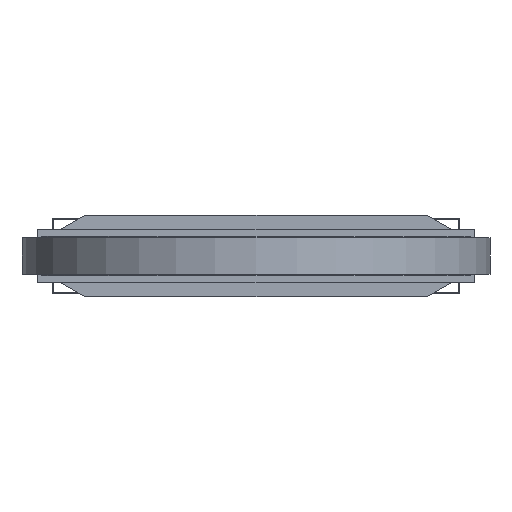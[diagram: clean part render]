
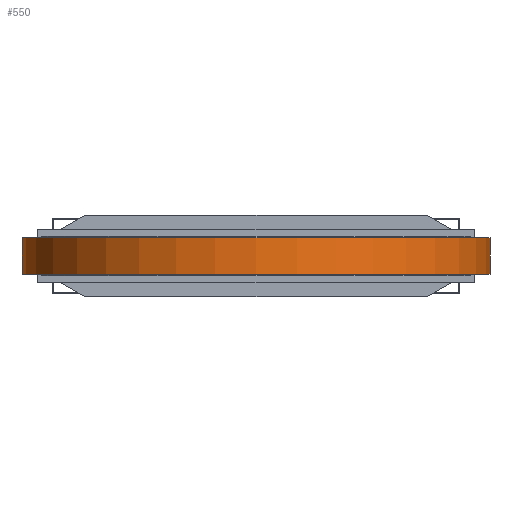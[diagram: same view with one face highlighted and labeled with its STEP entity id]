
A CAD part, front view. The second image highlights one B-rep face of the part: STEP entity #550.
In plain terms, the highlighted cylindrical face has radius 837.5 mm (diameter 1675 mm), a partial arc.
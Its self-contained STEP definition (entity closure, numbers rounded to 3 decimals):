
#550 = ADVANCED_FACE ( 'NONE', ( #13442 ), #21723, .T. ) ;
#1337 = CARTESIAN_POINT ( 'NONE',  ( 837.5, 0., -66. ) ) ;
#3366 = EDGE_CURVE ( 'NONE', #40421, #19652, #21507, .T. ) ;
#5563 = EDGE_CURVE ( 'NONE', #15087, #16496, #28921, .T. ) ;
#10286 = ORIENTED_EDGE ( 'NONE', *, *, #19050, .T. ) ;
#10386 = LINE ( 'NONE', #48598, #47197 ) ;
#10790 = DIRECTION ( 'NONE',  ( 0., 0., -1. ) ) ;
#13442 = FACE_OUTER_BOUND ( 'NONE', #37932, .T. ) ;
#14448 = DIRECTION ( 'NONE',  ( 0., 0., 1. ) ) ;
#14680 = CARTESIAN_POINT ( 'NONE',  ( 837.5, 0., 66. ) ) ;
#15087 = VERTEX_POINT ( 'NONE', #24363 ) ;
#16496 = VERTEX_POINT ( 'NONE', #47885 ) ;
#16688 = ORIENTED_EDGE ( 'NONE', *, *, #5563, .F. ) ;
#18557 = DIRECTION ( 'NONE',  ( 1., 0., 0. ) ) ;
#18723 = DIRECTION ( 'NONE',  ( 0., 0., -1. ) ) ;
#19050 = EDGE_CURVE ( 'NONE', #15087, #40421, #10386, .T. ) ;
#19652 = VERTEX_POINT ( 'NONE', #1337 ) ;
#21507 = CIRCLE ( 'NONE', #48485, 837.5 ) ;
#21723 = CYLINDRICAL_SURFACE ( 'NONE', #44678, 837.5 ) ;
#23008 = ORIENTED_EDGE ( 'NONE', *, *, #3366, .T. ) ;
#24076 = AXIS2_PLACEMENT_3D ( 'NONE', #44114, #35580, #47810 ) ;
#24363 = CARTESIAN_POINT ( 'NONE',  ( -837.5, 0., 66. ) ) ;
#26745 = EDGE_CURVE ( 'NONE', #16496, #19652, #37583, .T. ) ;
#28046 = VECTOR ( 'NONE', #10790, 1000. ) ;
#28921 = CIRCLE ( 'NONE', #24076, 837.5 ) ;
#30980 = CARTESIAN_POINT ( 'NONE',  ( 0., 0., 66. ) ) ;
#31566 = DIRECTION ( 'NONE',  ( 0., 0., -1. ) ) ;
#35580 = DIRECTION ( 'NONE',  ( 0., 0., 1. ) ) ;
#37583 = LINE ( 'NONE', #14680, #28046 ) ;
#37932 = EDGE_LOOP ( 'NONE', ( #40730, #16688, #10286, #23008 ) ) ;
#38808 = CARTESIAN_POINT ( 'NONE',  ( 0., 0., -66. ) ) ;
#40421 = VERTEX_POINT ( 'NONE', #46820 ) ;
#40730 = ORIENTED_EDGE ( 'NONE', *, *, #26745, .F. ) ;
#44114 = CARTESIAN_POINT ( 'NONE',  ( 0., 0., 66. ) ) ;
#44678 = AXIS2_PLACEMENT_3D ( 'NONE', #30980, #18723, #50649 ) ;
#46820 = CARTESIAN_POINT ( 'NONE',  ( -837.5, 0., -66. ) ) ;
#47197 = VECTOR ( 'NONE', #31566, 1000. ) ;
#47810 = DIRECTION ( 'NONE',  ( 1., 0., 0. ) ) ;
#47885 = CARTESIAN_POINT ( 'NONE',  ( 837.5, 0., 66. ) ) ;
#48485 = AXIS2_PLACEMENT_3D ( 'NONE', #38808, #14448, #18557 ) ;
#48598 = CARTESIAN_POINT ( 'NONE',  ( -837.5, 0., 66. ) ) ;
#50649 = DIRECTION ( 'NONE',  ( -1., 0., 0. ) ) ;
